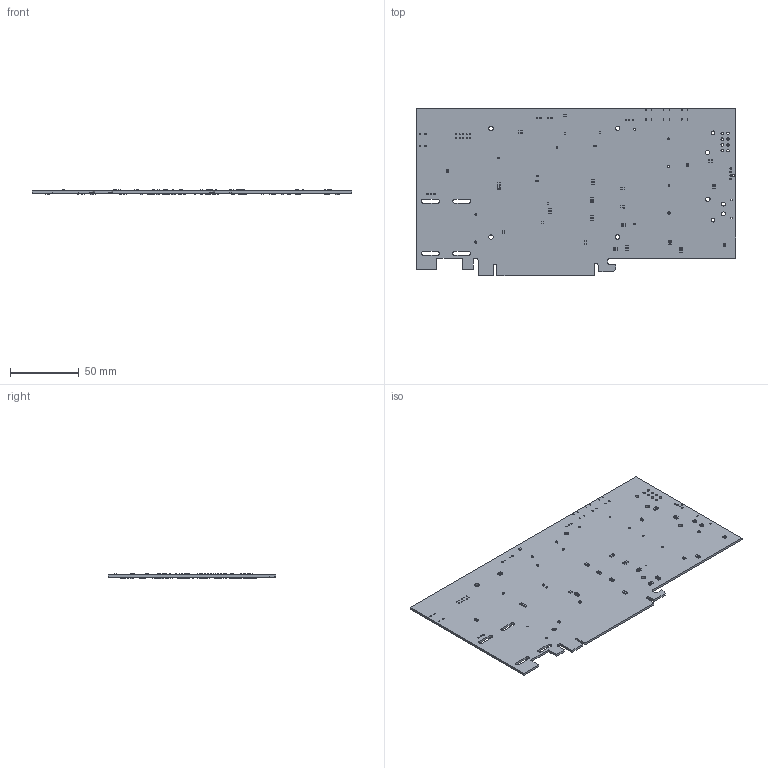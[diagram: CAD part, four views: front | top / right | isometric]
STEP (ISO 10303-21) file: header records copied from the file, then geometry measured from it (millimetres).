
FILE_DESCRIPTION(('Open CASCADE Model'),'2;1');
FILE_NAME('Open CASCADE Shape Model','2024-12-31T01:14:05',('Author'),( 'Open CASCADE'),'Open CASCADE STEP processor 6.5','Open CASCADE 6.5' ,'Unknown');
FILE_SCHEMA(('AUTOMOTIVE_DESIGN { 1 0 10303 214 1 1 1 1 }'));
Length unit declared in the file: millimetre
Products named in the file (155): PCB; Board; C110; C0805; C167; R551; R0603; R549; R548; R543; R538; R537; R535; R534; R529; R524; R308; Q9; SOT-23; User_Library-SOT-23-3-1_SOT-23-3_Body; User_Library-SOT-23-3-1_SOT-23-3_Foot; Q1; LED51; led0603_RED; LED50; LED49; LED48; LED47; LED46; LED45; LED44; LED43; LED42; LED41; LED40; LED39; LED38; LED37; LED36; LED35 ...
Assembly tree (295 placements, depth 4):
  PCB
    Board
    C110
      C0805
    C167
      C0805
    R551
      R0603
    R549
      R0603
    R548
      R0603
    R543
      R0603
    R538
      R0603
    R537
      R0603
    R535
      R0603
    R534
      R0603
    R529
      R0603
    R524
      R0603
    R308
      R0603
    Q9
      SOT-23
        User_Library-SOT-23-3-1_SOT-23-3_Body
        User_Library-SOT-23-3-1_SOT-23-3_Foot  x3
    Q1
      SOT-23
        User_Library-SOT-23-3-1_SOT-23-3_Body
        User_Library-SOT-23-3-1_SOT-23-3_Foot  x3
    LED51
      led0603_RED
    LED50
      led0603_RED
    LED49
      led0603_RED
    LED48
      led0603_RED
    LED47
      led0603_RED
    LED46
      led0603_RED
    LED45
      led0603_RED
    LED44
      led0603_RED
    LED43
      led0603_RED
    LED42
      led0603_RED
    LED41
      led0603_RED
    LED40
      led0603_RED
Bounding box: 232.11 x 121.61 x 3.82 mm (x, y, z)
Volume: 43032.4 mm3; surface area: 56265.5 mm2
Topology: 419 solids, 419 shells, 7513 faces, 17560 edges, 10436 vertices
Faces by surface type: plane 4046, cylinder 2173, bspline 1294
Full cylindrical faces by diameter (mm): 0.711 x10, 0.9 x6, 1.016 x4, 1.1 x6, 1.15 x2, 1.245 x1, 1.6 x2, 1.65 x2, 1.8 x8, 2.5 x2, 2.9 x2, 3.2 x6
Entity records: 53388 total; most frequent: CARTESIAN_POINT 17491, DIRECTION 5705, LINE 3504, VECTOR 3504, ORIENTED_EDGE 3144, PCURVE 3144, DEFINITIONAL_REPRESENTATION 3144, EDGE_CURVE 1572
